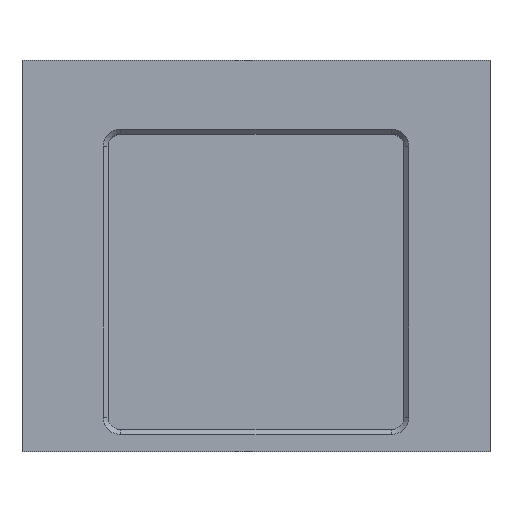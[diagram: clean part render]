
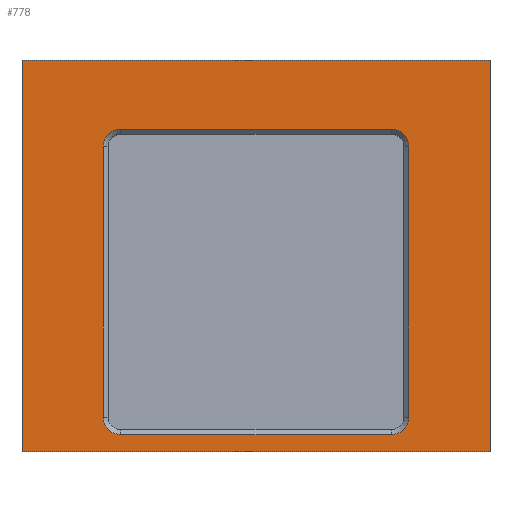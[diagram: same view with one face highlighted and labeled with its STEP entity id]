
A CAD part, top view. The second image highlights one B-rep face of the part: STEP entity #778.
In plain terms, the highlighted planar face has unit normal (0, 0, 1).
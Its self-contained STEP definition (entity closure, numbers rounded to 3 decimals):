
#22=CIRCLE('',#830,7.);
#24=CIRCLE('',#834,7.);
#26=CIRCLE('',#838,7.);
#28=CIRCLE('',#842,7.);
#38=FACE_BOUND('',#108,.T.);
#60=FACE_OUTER_BOUND('',#107,.T.);
#107=EDGE_LOOP('',(#585,#586,#587,#588));
#108=EDGE_LOOP('',(#589,#590,#591,#592,#593,#594,#595,#596));
#161=LINE('',#1144,#257);
#165=LINE('',#1156,#261);
#169=LINE('',#1168,#265);
#173=LINE('',#1180,#269);
#181=LINE('',#1205,#277);
#182=LINE('',#1207,#278);
#183=LINE('',#1209,#279);
#184=LINE('',#1210,#280);
#257=VECTOR('',#920,10.);
#261=VECTOR('',#932,10.);
#265=VECTOR('',#944,10.);
#269=VECTOR('',#956,10.);
#277=VECTOR('',#984,10.);
#278=VECTOR('',#985,10.);
#279=VECTOR('',#986,10.);
#280=VECTOR('',#987,10.);
#344=VERTEX_POINT('',#1137);
#347=VERTEX_POINT('',#1142);
#348=VERTEX_POINT('',#1146);
#350=VERTEX_POINT('',#1152);
#352=VERTEX_POINT('',#1158);
#354=VERTEX_POINT('',#1164);
#356=VERTEX_POINT('',#1170);
#358=VERTEX_POINT('',#1176);
#365=VERTEX_POINT('',#1203);
#366=VERTEX_POINT('',#1204);
#367=VERTEX_POINT('',#1206);
#368=VERTEX_POINT('',#1208);
#421=EDGE_CURVE('',#347,#344,#161,.T.);
#424=EDGE_CURVE('',#344,#348,#22,.T.);
#427=EDGE_CURVE('',#348,#350,#165,.T.);
#430=EDGE_CURVE('',#350,#352,#24,.T.);
#433=EDGE_CURVE('',#352,#354,#169,.T.);
#436=EDGE_CURVE('',#354,#356,#26,.T.);
#439=EDGE_CURVE('',#356,#358,#173,.T.);
#441=EDGE_CURVE('',#358,#347,#28,.T.);
#451=EDGE_CURVE('',#365,#366,#181,.T.);
#452=EDGE_CURVE('',#366,#367,#182,.T.);
#453=EDGE_CURVE('',#367,#368,#183,.T.);
#454=EDGE_CURVE('',#368,#365,#184,.T.);
#585=ORIENTED_EDGE('',*,*,#451,.T.);
#586=ORIENTED_EDGE('',*,*,#452,.T.);
#587=ORIENTED_EDGE('',*,*,#453,.T.);
#588=ORIENTED_EDGE('',*,*,#454,.T.);
#589=ORIENTED_EDGE('',*,*,#421,.F.);
#590=ORIENTED_EDGE('',*,*,#441,.F.);
#591=ORIENTED_EDGE('',*,*,#439,.F.);
#592=ORIENTED_EDGE('',*,*,#436,.F.);
#593=ORIENTED_EDGE('',*,*,#433,.F.);
#594=ORIENTED_EDGE('',*,*,#430,.F.);
#595=ORIENTED_EDGE('',*,*,#427,.F.);
#596=ORIENTED_EDGE('',*,*,#424,.F.);
#734=PLANE('',#849);
#778=ADVANCED_FACE('',(#60,#38),#734,.T.);
#830=AXIS2_PLACEMENT_3D('',#1150,#926,#927);
#834=AXIS2_PLACEMENT_3D('',#1162,#938,#939);
#838=AXIS2_PLACEMENT_3D('',#1174,#950,#951);
#842=AXIS2_PLACEMENT_3D('',#1183,#961,#962);
#849=AXIS2_PLACEMENT_3D('',#1202,#982,#983);
#920=DIRECTION('',(0.,1.,0.));
#926=DIRECTION('center_axis',(0.,0.,1.));
#927=DIRECTION('ref_axis',(0.707,0.707,0.));
#932=DIRECTION('',(-1.,0.,0.));
#938=DIRECTION('center_axis',(0.,0.,1.));
#939=DIRECTION('ref_axis',(-0.707,0.707,0.));
#944=DIRECTION('',(0.,-1.,0.));
#950=DIRECTION('center_axis',(0.,0.,1.));
#951=DIRECTION('ref_axis',(-0.707,-0.707,0.));
#956=DIRECTION('',(1.,0.,0.));
#961=DIRECTION('center_axis',(0.,0.,1.));
#962=DIRECTION('ref_axis',(0.707,-0.707,0.));
#982=DIRECTION('center_axis',(0.,0.,1.));
#983=DIRECTION('ref_axis',(1.,0.,0.));
#984=DIRECTION('',(-1.,0.,0.));
#985=DIRECTION('',(0.,-1.,0.));
#986=DIRECTION('',(1.,0.,0.));
#987=DIRECTION('',(0.,1.,0.));
#1137=CARTESIAN_POINT('',(62.,44.5,4.));
#1142=CARTESIAN_POINT('',(62.,-65.5,4.));
#1144=CARTESIAN_POINT('',(62.,-35.25,4.));
#1146=CARTESIAN_POINT('',(55.,51.5,4.));
#1150=CARTESIAN_POINT('Origin',(55.,44.5,4.));
#1152=CARTESIAN_POINT('',(-55.,51.5,4.));
#1156=CARTESIAN_POINT('',(30.,51.5,4.));
#1158=CARTESIAN_POINT('',(-62.,44.5,4.));
#1162=CARTESIAN_POINT('Origin',(-55.,44.5,4.));
#1164=CARTESIAN_POINT('',(-62.,-65.5,4.));
#1168=CARTESIAN_POINT('',(-62.,24.75,4.));
#1170=CARTESIAN_POINT('',(-55.,-72.5,4.));
#1174=CARTESIAN_POINT('Origin',(-55.,-65.5,4.));
#1176=CARTESIAN_POINT('',(55.,-72.5,4.));
#1180=CARTESIAN_POINT('',(-30.,-72.5,4.));
#1183=CARTESIAN_POINT('Origin',(55.,-65.5,4.));
#1202=CARTESIAN_POINT('Origin',(0.,0.,
4.));
#1203=CARTESIAN_POINT('',(95.,79.5,4.));
#1204=CARTESIAN_POINT('',(-95.,79.5,4.));
#1205=CARTESIAN_POINT('',(90.,79.5,4.));
#1206=CARTESIAN_POINT('',(-95.,-79.5,4.));
#1207=CARTESIAN_POINT('',(-95.,79.5,4.));
#1208=CARTESIAN_POINT('',(95.,-79.5,4.));
#1209=CARTESIAN_POINT('',(-95.,-79.5,4.));
#1210=CARTESIAN_POINT('',(95.,-79.5,4.));
